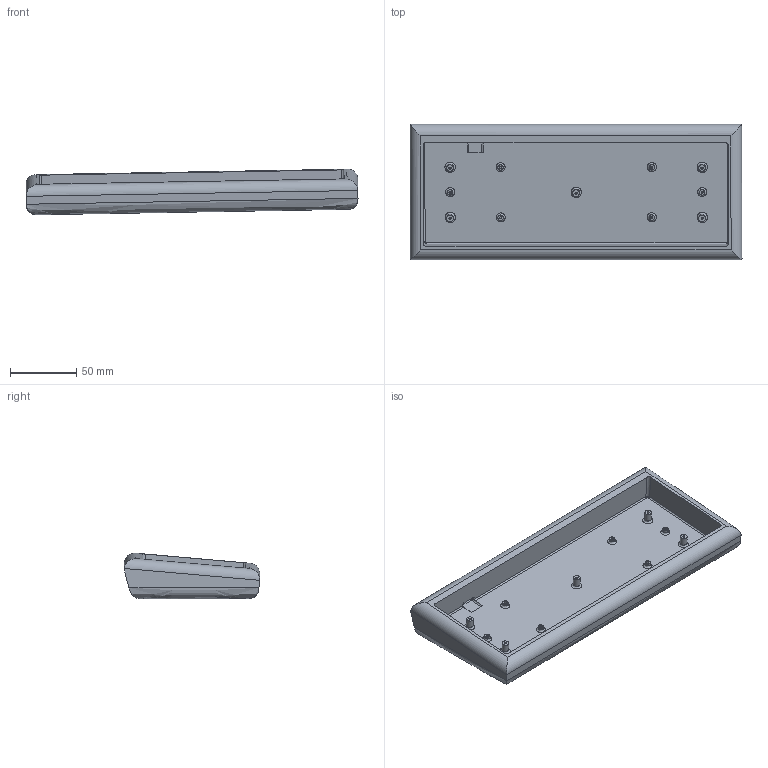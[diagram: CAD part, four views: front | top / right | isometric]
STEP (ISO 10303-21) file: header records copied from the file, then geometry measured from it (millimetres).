
FILE_DESCRIPTION(/* description */ (''),/* implementation_level */ '2;1');
FILE_NAME(/* name */ 'carvedShark.step',/* time_stamp */ '2019-04-07T23:43:36-03:00',/* author */ ('alvaro.volpato'),/* organization */ (''),/* preprocessor_version */ 'ST-DEVELOPER v17.2',/* originating_system */ 'Autodesk Translation Framework v7.6.0.251',/* authorisation */ '');
FILE_SCHEMA (('AUTOMOTIVE_DESIGN { 1 0 10303 214 3 1 1 }'));
Length unit declared in the file: millimetre
Products named in the file (1): carvedSharkUnder
Bounding box: 250.22 x 101.9 x 34.33 mm (x, y, z)
Volume: 281119.2 mm3; surface area: 78721.3 mm2
Topology: 1 solids, 1 shells, 262 faces, 662 edges, 439 vertices
Faces by surface type: plane 114, bspline 105, cylinder 43
Full cylindrical faces by diameter (mm): 1.623 x11, 4 x6, 5 x5
Entity records: 9845 total; most frequent: CARTESIAN_POINT 4328, ORIENTED_EDGE 1324, DIRECTION 842, EDGE_CURVE 662, VERTEX_POINT 439, LINE 336, VECTOR 336, EDGE_LOOP 301
